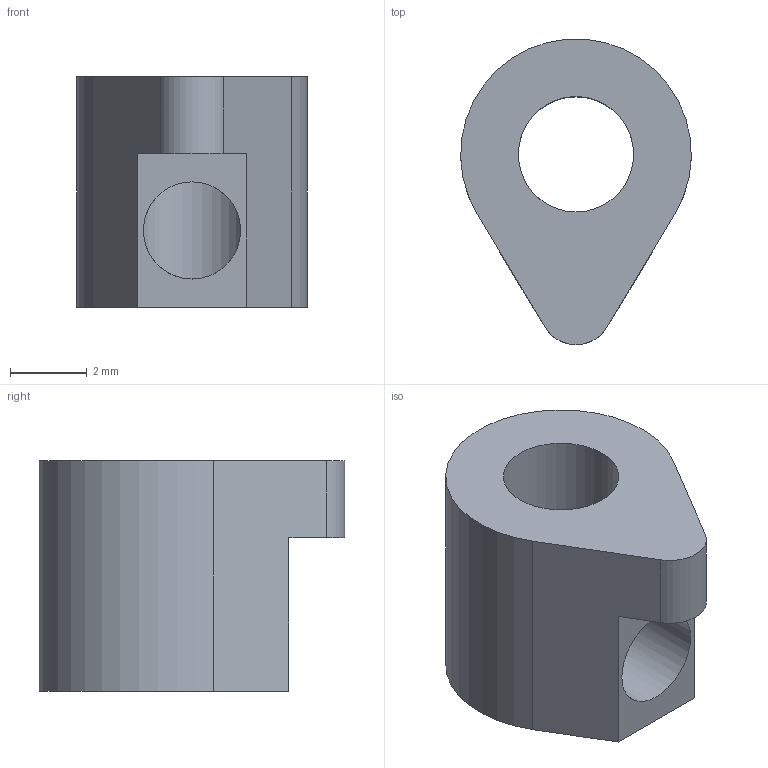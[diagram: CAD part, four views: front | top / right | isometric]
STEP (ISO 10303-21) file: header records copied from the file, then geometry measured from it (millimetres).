
FILE_DESCRIPTION(/* description */ (''),/* implementation_level */ '2;1');
FILE_NAME(/* name */ 'Cam_rev11.step',/* time_stamp */ '2025-09-13T12:55:01-07:00',/* author */ (''),/* organization */ (''),/* preprocessor_version */ 'ST-DEVELOPER v20.1',/* originating_system */ 'Autodesk Translation Framework v14.10.0.0',/* authorisation */ '');
FILE_SCHEMA (('AUTOMOTIVE_DESIGN { 1 0 10303 214 3 1 1 }'));
Length unit declared in the file: millimetre
Products named in the file (1): Cam_rev11
Bounding box: 6 x 7.94 x 6 mm (x, y, z)
Volume: 136.8 mm3; surface area: 240.2 mm2
Topology: 1 solids, 1 shells, 10 faces, 25 edges, 17 vertices
Faces by surface type: plane 6, cylinder 4
Full cylindrical faces by diameter (mm): 2.529 x1, 3 x1
Entity records: 383 total; most frequent: CARTESIAN_POINT 95, DIRECTION 52, ORIENTED_EDGE 50, EDGE_CURVE 25, AXIS2_PLACEMENT_3D 18, VERTEX_POINT 17, LINE 16, VECTOR 16
